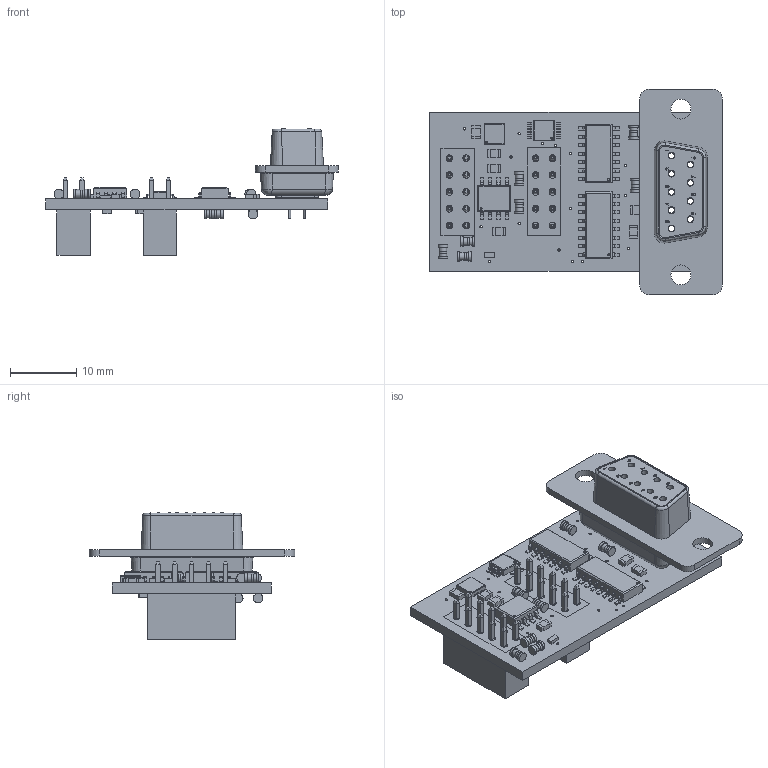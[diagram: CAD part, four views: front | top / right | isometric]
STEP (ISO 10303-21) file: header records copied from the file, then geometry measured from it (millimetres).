
FILE_DESCRIPTION(/* description */ (''),/* implementation_level */ '2;1');
FILE_NAME(/* name */ '9b6efdbd-3737-4a56-9cf2-13b48206da4d.stp',/* time_stamp */ '2019-06-26T10:41:45+00:00',/* author */ (''),/* organization */ (''),/* preprocessor_version */ 'ST-DEVELOPER v18',/* originating_system */ 'Autodesk Translation Framework v8.2.0.1029',/* authorisation */ '');
FILE_SCHEMA (('AUTOMOTIVE_DESIGN { 1 0 10303 214 3 1 1 }'));
Products named in the file (14): 9b6efdbd-3737-4a56-9cf2-13b48206da4d; PCB Component; Board; 2X05; 2X05 (1); 18-235/R6GHBHC-A01/2T; 33; ADS1115; MAX44252; 10u; HCF4052B; LT3015DD; MAX889T; DB9
Assembly tree (33 placements, depth 3):
  9b6efdbd-3737-4a56-9cf2-13b48206da4d
    PCB Component
      Board
      2X05
      2X05 (1)
      18-235/R6GHBHC-A01/2T
      33  x12
      ADS1115
      MAX44252
      10u  x10
      HCF4052B
      LT3015DD
      MAX889T
      DB9
Bounding box: 44.14 x 31 x 19.08 mm (x, y, z)
Volume: 4447.4 mm3; surface area: 6711.3 mm2
Topology: 33 solids, 33 shells, 1933 faces, 4938 edges, 3251 vertices
Faces by surface type: plane 1370, cylinder 405, bspline 130, torus 20, cone 8
Full cylindrical faces by diameter (mm): 0.3 x5, 0.35 x28, 0.9 x9, 1 x18, 1.016 x20, 1.05 x9, 1.16 x24, 1.162 x12, 1.45 x24, 3 x2
Entity records: 62892 total; most frequent: CARTESIAN_POINT 20007, ORIENTED_EDGE 8678, DIRECTION 8012, EDGE_CURVE 4339, LINE 3260, VECTOR 3260, VERTEX_POINT 2815, AXIS2_PLACEMENT_3D 2376
